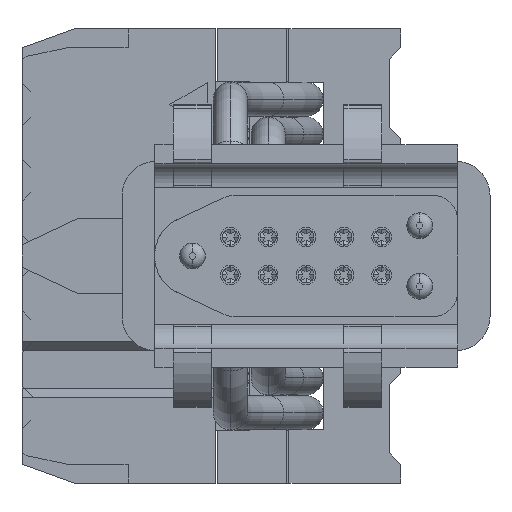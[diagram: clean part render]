
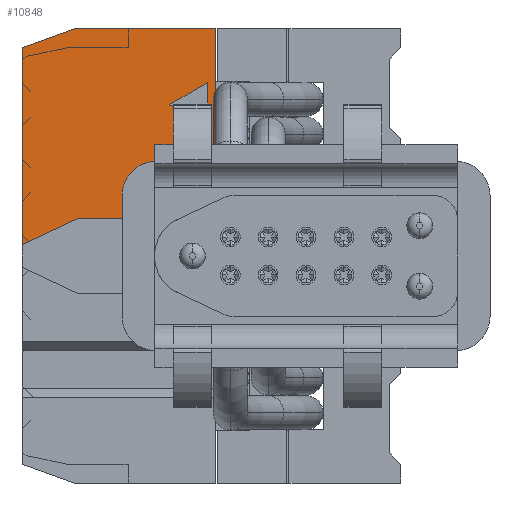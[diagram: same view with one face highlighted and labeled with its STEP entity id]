
A CAD part, front view. The second image highlights one B-rep face of the part: STEP entity #10848.
In plain terms, the highlighted planar face has unit normal (0, -1, 0).
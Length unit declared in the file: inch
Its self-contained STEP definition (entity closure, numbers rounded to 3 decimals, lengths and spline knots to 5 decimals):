
#356 = VERTEX_POINT ( 'NONE', #15206 ) ;
#439 = EDGE_CURVE ( 'NONE', #10617, #356, #18575, .T. ) ;
#1733 = EDGE_CURVE ( 'NONE', #356, #20319, #3461, .T. ) ;
#2087 = DIRECTION ( 'NONE',  ( -1., 0., 0. ) ) ;
#2260 = DIRECTION ( 'NONE',  ( 0., 0., -1. ) ) ;
#2309 = CARTESIAN_POINT ( 'NONE',  ( -0.29994, 7.569, 0.05 ) ) ;
#2671 = LINE ( 'NONE', #18414, #12786 ) ;
#2817 = VERTEX_POINT ( 'NONE', #20106 ) ;
#2870 = DIRECTION ( 'NONE',  ( 0., 0., 1. ) ) ;
#3182 = CARTESIAN_POINT ( 'NONE',  ( -0.13, 7.569, 0.17113 ) ) ;
#3209 = VECTOR ( 'NONE', #2260, 39.37008 ) ;
#3334 = ORIENTED_EDGE ( 'NONE', *, *, #14460, .F. ) ;
#3367 = CARTESIAN_POINT ( 'NONE',  ( -0.375, 7.569, 0.015 ) ) ;
#3461 = LINE ( 'NONE', #8427, #5663 ) ;
#3471 = CARTESIAN_POINT ( 'NONE',  ( -0.12, 7.569, 0.05 ) ) ;
#4028 = EDGE_CURVE ( 'NONE', #20319, #10617, #14032, .T. ) ;
#4085 = ORIENTED_EDGE ( 'NONE', *, *, #6134, .F. ) ;
#4372 = ORIENTED_EDGE ( 'NONE', *, *, #4560, .T. ) ;
#4560 = EDGE_CURVE ( 'NONE', #13594, #11772, #10721, .T. ) ;
#4710 = DIRECTION ( 'NONE',  ( -0.866, 0., -0.5 ) ) ;
#5084 = EDGE_LOOP ( 'NONE', ( #13871, #17358, #3334, #4085, #4372, #5271 ) ) ;
#5271 = ORIENTED_EDGE ( 'NONE', *, *, #6206, .T. ) ;
#5535 = CARTESIAN_POINT ( 'NONE',  ( -0.12, 7.569, 0.05 ) ) ;
#5663 = VECTOR ( 'NONE', #4710, 39.37008 ) ;
#5764 = DIRECTION ( 'NONE',  ( 0., 0., 1. ) ) ;
#6134 = EDGE_CURVE ( 'NONE', #13594, #13837, #19060, .T. ) ;
#6206 = EDGE_CURVE ( 'NONE', #11772, #2817, #12529, .T. ) ;
#6258 = VECTOR ( 'NONE', #2087, 39.37008 ) ;
#7049 = DIRECTION ( 'NONE',  ( -0.906, 0., -0.423 ) ) ;
#7172 = CARTESIAN_POINT ( 'NONE',  ( -0.375, 7.569, 0.275 ) ) ;
#8427 = CARTESIAN_POINT ( 'NONE',  ( -0.13, 7.569, 0.22887 ) ) ;
#8537 = VECTOR ( 'NONE', #14788, 39.37008 ) ;
#9060 = EDGE_CURVE ( 'NONE', #10112, #12297, #21748, .T. ) ;
#9511 = VECTOR ( 'NONE', #7049, 39.37008 ) ;
#9901 = PLANE ( 'NONE',  #15681 ) ;
#9979 = DIRECTION ( 'NONE',  ( -1., 0., 0. ) ) ;
#10112 = VERTEX_POINT ( 'NONE', #7172 ) ;
#10617 = VERTEX_POINT ( 'NONE', #12812 ) ;
#10721 = LINE ( 'NONE', #18037, #19436 ) ;
#10848 = ADVANCED_FACE ( 'NONE', ( #12996, #21147 ), #9901, .F. ) ;
#11772 = VERTEX_POINT ( 'NONE', #15672 ) ;
#12243 = CARTESIAN_POINT ( 'NONE',  ( -0.29994, 7.569, 0.05 ) ) ;
#12297 = VERTEX_POINT ( 'NONE', #3367 ) ;
#12529 = LINE ( 'NONE', #18260, #15529 ) ;
#12786 = VECTOR ( 'NONE', #16820, 39.37008 ) ;
#12811 = ORIENTED_EDGE ( 'NONE', *, *, #439, .F. ) ;
#12812 = CARTESIAN_POINT ( 'NONE',  ( -0.13, 7.569, 0.17113 ) ) ;
#12996 = FACE_BOUND ( 'NONE', #13654, .T. ) ;
#13594 = VERTEX_POINT ( 'NONE', #3471 ) ;
#13654 = EDGE_LOOP ( 'NONE', ( #18551, #12811, #16179 ) ) ;
#13837 = VERTEX_POINT ( 'NONE', #2309 ) ;
#13871 = ORIENTED_EDGE ( 'NONE', *, *, #18520, .F. ) ;
#14032 = LINE ( 'NONE', #19892, #8537 ) ;
#14460 = EDGE_CURVE ( 'NONE', #13837, #12297, #18485, .T. ) ;
#14788 = DIRECTION ( 'NONE',  ( 0.866, 0., -0.5 ) ) ;
#15206 = CARTESIAN_POINT ( 'NONE',  ( -0.13, 7.569, 0.22887 ) ) ;
#15529 = VECTOR ( 'NONE', #18330, 39.37008 ) ;
#15672 = CARTESIAN_POINT ( 'NONE',  ( -0.12, 7.569, 0.3 ) ) ;
#15681 = AXIS2_PLACEMENT_3D ( 'NONE', #22057, #22209, #9979 ) ;
#16179 = ORIENTED_EDGE ( 'NONE', *, *, #4028, .F. ) ;
#16820 = DIRECTION ( 'NONE',  ( 0.94, 0., 0.342 ) ) ;
#17358 = ORIENTED_EDGE ( 'NONE', *, *, #9060, .T. ) ;
#18037 = CARTESIAN_POINT ( 'NONE',  ( -0.12, 7.569, 0.23 ) ) ;
#18175 = CARTESIAN_POINT ( 'NONE',  ( -0.18, 7.569, 0.2 ) ) ;
#18260 = CARTESIAN_POINT ( 'NONE',  ( -0.375, 7.569, 0.3 ) ) ;
#18330 = DIRECTION ( 'NONE',  ( -1., 0., 0. ) ) ;
#18414 = CARTESIAN_POINT ( 'NONE',  ( -0.13225, 7.569, 0.36335 ) ) ;
#18485 = LINE ( 'NONE', #12243, #9511 ) ;
#18520 = EDGE_CURVE ( 'NONE', #10112, #2817, #2671, .T. ) ;
#18551 = ORIENTED_EDGE ( 'NONE', *, *, #1733, .F. ) ;
#18575 = LINE ( 'NONE', #3182, #21567 ) ;
#19060 = LINE ( 'NONE', #5535, #6258 ) ;
#19436 = VECTOR ( 'NONE', #5764, 39.37008 ) ;
#19892 = CARTESIAN_POINT ( 'NONE',  ( -0.18, 7.569, 0.2 ) ) ;
#20106 = CARTESIAN_POINT ( 'NONE',  ( -0.30631, 7.569, 0.3 ) ) ;
#20319 = VERTEX_POINT ( 'NONE', #18175 ) ;
#21147 = FACE_OUTER_BOUND ( 'NONE', #5084, .T. ) ;
#21567 = VECTOR ( 'NONE', #2870, 39.37008 ) ;
#21692 = CARTESIAN_POINT ( 'NONE',  ( -0.375, 7.569, -0.3 ) ) ;
#21748 = LINE ( 'NONE', #21692, #3209 ) ;
#22057 = CARTESIAN_POINT ( 'NONE',  ( 0., 7.569, 0. ) ) ;
#22209 = DIRECTION ( 'NONE',  ( 0., 1., 0. ) ) ;
